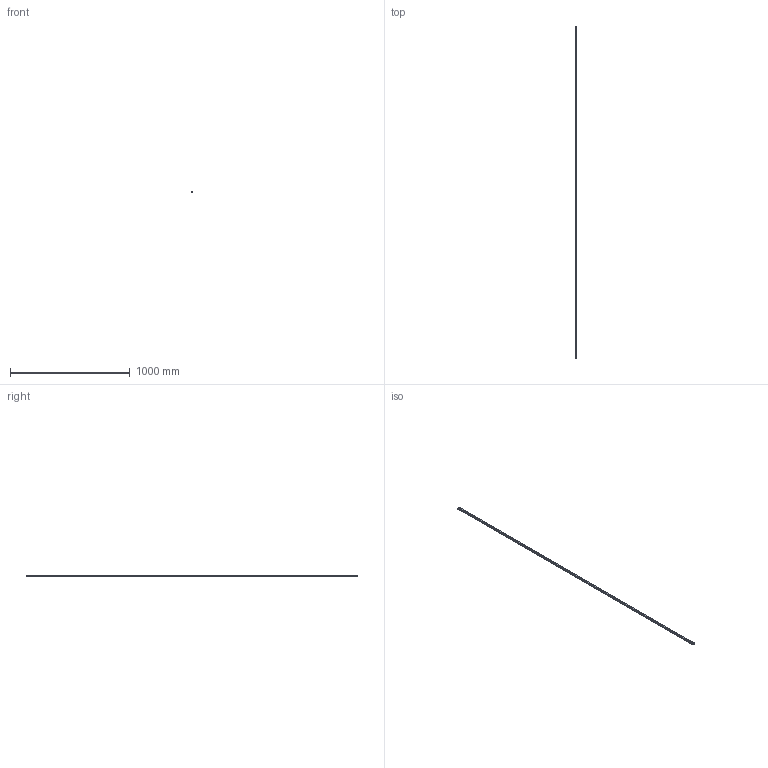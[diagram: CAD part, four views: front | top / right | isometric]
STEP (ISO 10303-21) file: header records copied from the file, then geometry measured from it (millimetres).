
FILE_DESCRIPTION(('STEP AP214'),'1');
FILE_NAME('cctmp_0A33434E-72DA-4349-84DF-A3F54AA60ED0_2021_01_19_14_47_21_0628..stp','2021-01-19T13:47:21',('HIWIN GmbH'),('CADClick - www.CADClick.com'),'Spatial InterOp 3D',' ','unknown authorization');
FILE_SCHEMA(('AUTOMOTIVE_DESIGN'));
Length unit declared in the file: millimetre
Products named in the file (1): HGR15T2770C_FILE
Bounding box: 15 x 2770 x 15 mm (x, y, z)
Volume: 519984.6 mm3; surface area: 175710.8 mm2
Topology: 1 solids, 1 shells, 299 faces, 787 edges, 448 vertices
Faces by surface type: cylinder 118, cone 92, plane 89
Entity records: 10913 total; most frequent: DIRECTION 1531, CARTESIAN_POINT 1443, ORIENTED_EDGE 1390, EDGE_CURVE 695, AXIS2_PLACEMENT_3D 536, LINE 459, VECTOR 459, VERTEX_POINT 448
